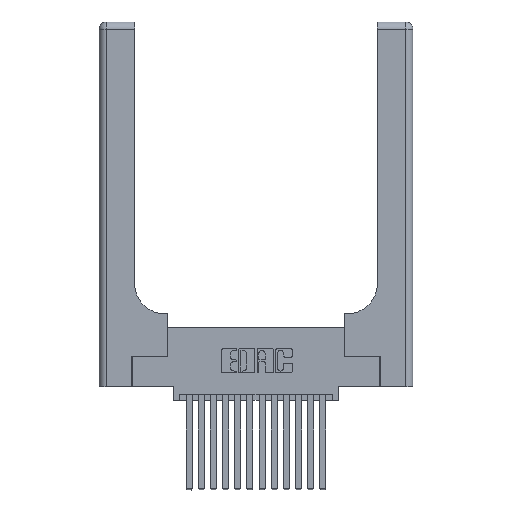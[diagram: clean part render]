
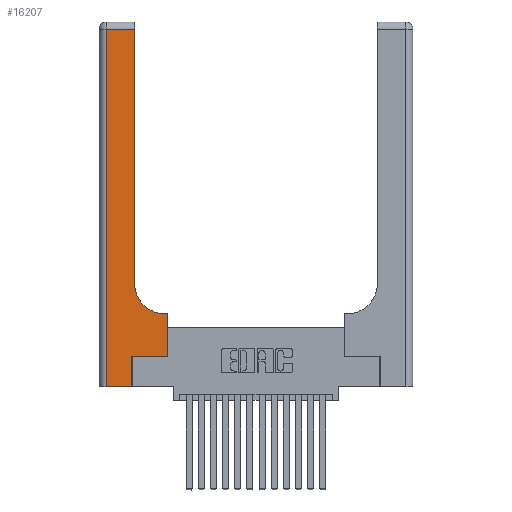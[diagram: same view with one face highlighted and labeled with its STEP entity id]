
A CAD part, top view. The second image highlights one B-rep face of the part: STEP entity #16207.
In plain terms, the highlighted planar face has unit normal (0, 0, 1).
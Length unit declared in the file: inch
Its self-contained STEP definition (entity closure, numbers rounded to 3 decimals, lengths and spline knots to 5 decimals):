
#165 = VECTOR ( 'NONE', #14088, 39.37008 ) ;
#297 = CARTESIAN_POINT ( 'NONE',  ( 0.2915, 2.94, 0.37 ) ) ;
#362 = CARTESIAN_POINT ( 'NONE',  ( 0.06, 0., 0.37 ) ) ;
#469 = CARTESIAN_POINT ( 'NONE',  ( 0.269, 0.25, 0.37 ) ) ;
#1092 = VERTEX_POINT ( 'NONE', #297 ) ;
#1186 = ORIENTED_EDGE ( 'NONE', *, *, #8363, .T. ) ;
#1759 = LINE ( 'NONE', #1795, #5985 ) ;
#1763 = AXIS2_PLACEMENT_3D ( 'NONE', #9278, #6644, #14927 ) ;
#1795 = CARTESIAN_POINT ( 'NONE',  ( 0.2915, 3., 0.37 ) ) ;
#1874 = EDGE_CURVE ( 'NONE', #12818, #9635, #3929, .T. ) ;
#1923 = DIRECTION ( 'NONE',  ( 0., 1., 0. ) ) ;
#2167 = CARTESIAN_POINT ( 'NONE',  ( 0., 2.94, 0.37 ) ) ;
#2197 = LINE ( 'NONE', #15597, #165 ) ;
#2429 = DIRECTION ( 'NONE',  ( 0., 1., 0. ) ) ;
#2510 = CARTESIAN_POINT ( 'NONE',  ( 0.5585, 0.25, 0.37 ) ) ;
#2708 = LINE ( 'NONE', #16715, #9927 ) ;
#2721 = VECTOR ( 'NONE', #10478, 39.37008 ) ;
#2872 = ORIENTED_EDGE ( 'NONE', *, *, #17784, .T. ) ;
#3342 = DIRECTION ( 'NONE',  ( 1., 0., 0. ) ) ;
#3454 = PLANE ( 'NONE',  #1763 ) ;
#3929 = LINE ( 'NONE', #17154, #14922 ) ;
#3989 = DIRECTION ( 'NONE',  ( 1., 0., 0. ) ) ;
#4179 = VERTEX_POINT ( 'NONE', #17451 ) ;
#4537 = EDGE_CURVE ( 'NONE', #5834, #12818, #13971, .T. ) ;
#4747 = CARTESIAN_POINT ( 'NONE',  ( 0.06, 3., 0.37 ) ) ;
#4750 = EDGE_LOOP ( 'NONE', ( #6230, #2872, #18554, #14180, #18053, #11440, #9521, #1186, #8646 ) ) ;
#4974 = DIRECTION ( 'NONE',  ( -1., 0., 0. ) ) ;
#5834 = VERTEX_POINT ( 'NONE', #362 ) ;
#5985 = VECTOR ( 'NONE', #1923, 39.37008 ) ;
#6020 = VERTEX_POINT ( 'NONE', #2510 ) ;
#6230 = ORIENTED_EDGE ( 'NONE', *, *, #7309, .T. ) ;
#6245 = LINE ( 'NONE', #2167, #6716 ) ;
#6644 = DIRECTION ( 'NONE',  ( 0., 0., -1. ) ) ;
#6716 = VECTOR ( 'NONE', #4974, 39.37008 ) ;
#7271 = AXIS2_PLACEMENT_3D ( 'NONE', #10520, #13422, #17664 ) ;
#7309 = EDGE_CURVE ( 'NONE', #14856, #1092, #1759, .T. ) ;
#7607 = CARTESIAN_POINT ( 'NONE',  ( 0.5585, 0.6, 0.37 ) ) ;
#8363 = EDGE_CURVE ( 'NONE', #8493, #4179, #2197, .T. ) ;
#8493 = VERTEX_POINT ( 'NONE', #7607 ) ;
#8646 = ORIENTED_EDGE ( 'NONE', *, *, #14820, .T. ) ;
#9278 = CARTESIAN_POINT ( 'NONE',  ( 0., 3., 0.37 ) ) ;
#9521 = ORIENTED_EDGE ( 'NONE', *, *, #17939, .T. ) ;
#9635 = VERTEX_POINT ( 'NONE', #11991 ) ;
#9927 = VECTOR ( 'NONE', #2429, 39.37008 ) ;
#10423 = CARTESIAN_POINT ( 'NONE',  ( 0.06, 2.94, 0.37 ) ) ;
#10478 = DIRECTION ( 'NONE',  ( 0., -1., 0. ) ) ;
#10520 = CARTESIAN_POINT ( 'NONE',  ( 0.5415, 0.85, 0.37 ) ) ;
#11243 = FACE_OUTER_BOUND ( 'NONE', #4750, .T. ) ;
#11440 = ORIENTED_EDGE ( 'NONE', *, *, #14480, .T. ) ;
#11991 = CARTESIAN_POINT ( 'NONE',  ( 0.269, 0.25, 0.37 ) ) ;
#12175 = LINE ( 'NONE', #4747, #2721 ) ;
#12774 = VERTEX_POINT ( 'NONE', #10423 ) ;
#12818 = VERTEX_POINT ( 'NONE', #13265 ) ;
#13052 = LINE ( 'NONE', #469, #13267 ) ;
#13265 = CARTESIAN_POINT ( 'NONE',  ( 0.269, 0., 0.37 ) ) ;
#13267 = VECTOR ( 'NONE', #3342, 39.37008 ) ;
#13422 = DIRECTION ( 'NONE',  ( 0., 0., -1. ) ) ;
#13971 = LINE ( 'NONE', #14043, #15541 ) ;
#14043 = CARTESIAN_POINT ( 'NONE',  ( 0., 0., 0.37 ) ) ;
#14088 = DIRECTION ( 'NONE',  ( -1., 0., 0. ) ) ;
#14180 = ORIENTED_EDGE ( 'NONE', *, *, #4537, .T. ) ;
#14243 = DIRECTION ( 'NONE',  ( 0., 1., 0. ) ) ;
#14480 = EDGE_CURVE ( 'NONE', #9635, #6020, #13052, .T. ) ;
#14820 = EDGE_CURVE ( 'NONE', #4179, #14856, #15073, .T. ) ;
#14856 = VERTEX_POINT ( 'NONE', #14936 ) ;
#14922 = VECTOR ( 'NONE', #14243, 39.37008 ) ;
#14927 = DIRECTION ( 'NONE',  ( -1., 0., 0. ) ) ;
#14936 = CARTESIAN_POINT ( 'NONE',  ( 0.2915, 0.85, 0.37 ) ) ;
#15073 = CIRCLE ( 'NONE', #7271, 0.25 ) ;
#15541 = VECTOR ( 'NONE', #3989, 39.37008 ) ;
#15597 = CARTESIAN_POINT ( 'NONE',  ( 0.2915, 0.6, 0.37 ) ) ;
#16207 = ADVANCED_FACE ( 'NONE', ( #11243 ), #3454, .F. ) ;
#16715 = CARTESIAN_POINT ( 'NONE',  ( 0.5585, 0.25, 0.37 ) ) ;
#17154 = CARTESIAN_POINT ( 'NONE',  ( 0.269, 0., 0.37 ) ) ;
#17342 = EDGE_CURVE ( 'NONE', #12774, #5834, #12175, .T. ) ;
#17451 = CARTESIAN_POINT ( 'NONE',  ( 0.5415, 0.6, 0.37 ) ) ;
#17664 = DIRECTION ( 'NONE',  ( 1., 0., 0. ) ) ;
#17784 = EDGE_CURVE ( 'NONE', #1092, #12774, #6245, .T. ) ;
#17939 = EDGE_CURVE ( 'NONE', #6020, #8493, #2708, .T. ) ;
#18053 = ORIENTED_EDGE ( 'NONE', *, *, #1874, .T. ) ;
#18554 = ORIENTED_EDGE ( 'NONE', *, *, #17342, .T. ) ;
